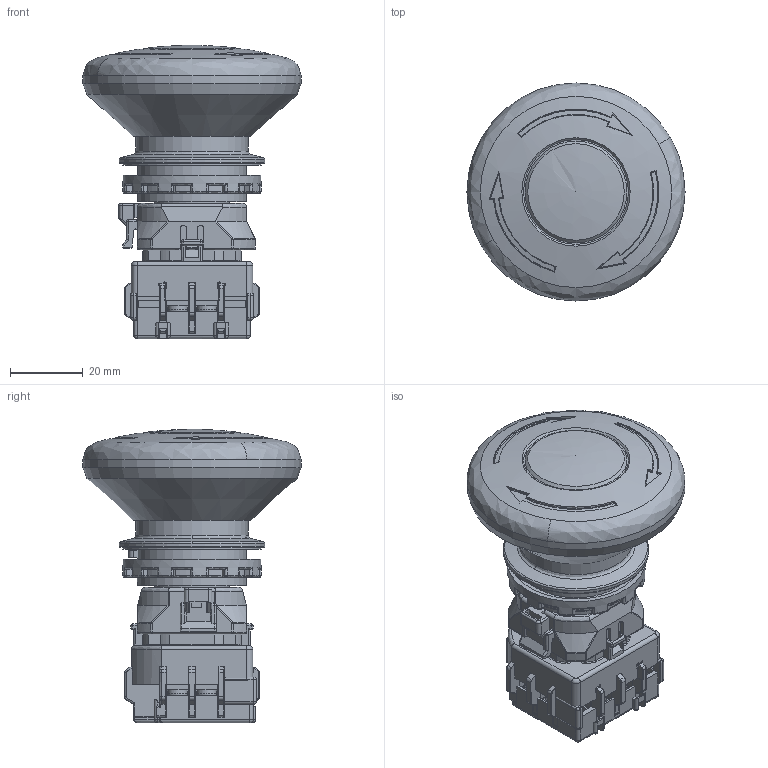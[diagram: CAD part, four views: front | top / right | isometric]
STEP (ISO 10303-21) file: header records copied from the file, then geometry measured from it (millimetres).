
FILE_DESCRIPTION (( 'STEP AP214' ), '1' );
FILE_NAME ('XN1E-BV5xxMF$.STEP', '2020-12-03T08:20:56', ( '' ), ( '' ), 'SwSTEP 2.0', 'SolidWorks 2019', '' );
FILE_SCHEMA (( 'AUTOMOTIVE_DESIGN' ));
Length unit declared in the file: millimetre
Products named in the file (6): XW-HANDLE-[B][L]V5; XW9Z-VL2MF; XN-LOCK-NUT; XN1E-BV5xxMF$; XN-BODY-V-Y; XW-CxxM
Assembly tree (5 placements, depth 2):
  XN1E-BV5xxMF$
    XN-BODY-V-Y
    XW-HANDLE-[B][L]V5
    XN-LOCK-NUT
    XW-CxxM
    XW9Z-VL2MF
Bounding box: 60 x 60 x 80.7 mm (x, y, z)
Volume: 112985.8 mm3; surface area: 29805.4 mm2
Topology: 5 solids, 5 shells, 1599 faces, 4236 edges, 2565 vertices
Faces by surface type: plane 770, cylinder 472, bspline 332, cone 15, torus 10
Full cylindrical faces by diameter (mm): 5.5 x8, 6 x10, 20.4 x1, 28.4 x2, 30 x1, 31 x2, 31.2 x2, 35.4 x1, 38 x2, 40 x1, 60 x1
Entity records: 61744 total; most frequent: CARTESIAN_POINT 25483, ORIENTED_EDGE 8144, DIRECTION 6591, EDGE_CURVE 4072, VECTOR 2573, LINE 2573, VERTEX_POINT 2540, AXIS2_PLACEMENT_3D 2009
